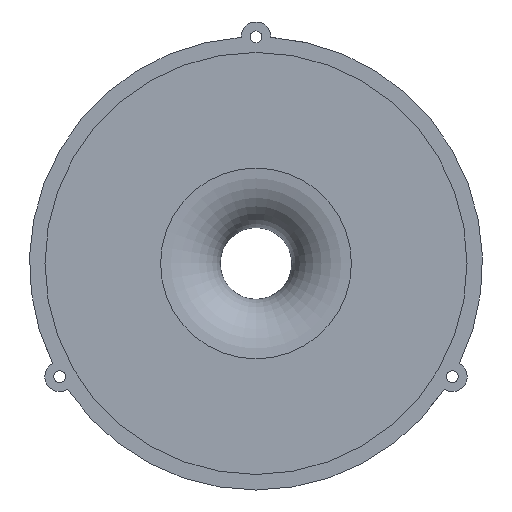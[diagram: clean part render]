
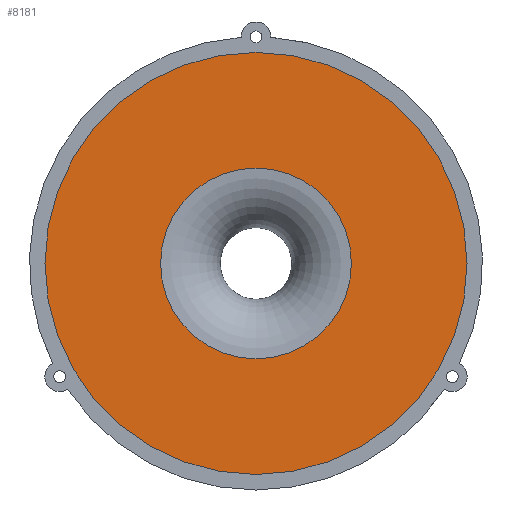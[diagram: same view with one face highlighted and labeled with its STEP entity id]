
A CAD part, front view. The second image highlights one B-rep face of the part: STEP entity #8181.
In plain terms, the highlighted planar face has unit normal (0, -1, 0).
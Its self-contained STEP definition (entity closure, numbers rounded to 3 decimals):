
#48=CIRCLE('',#8436,16.);
#53=CIRCLE('',#8443,35.4);
#122=FACE_BOUND('',#1241,.T.);
#334=PLANE('',#8442);
#757=FACE_OUTER_BOUND('',#1240,.T.);
#1240=EDGE_LOOP('',(#7424));
#1241=EDGE_LOOP('',(#7425));
#3916=VERTEX_POINT('',#15817);
#3920=VERTEX_POINT('',#15829);
#5088=EDGE_CURVE('',#3916,#3916,#48,.T.);
#5094=EDGE_CURVE('',#3920,#3920,#53,.T.);
#7424=ORIENTED_EDGE('',*,*,#5094,.T.);
#7425=ORIENTED_EDGE('',*,*,#5088,.F.);
#8181=ADVANCED_FACE('',(#757,#122),#334,.T.);
#8436=AXIS2_PLACEMENT_3D('',#15818,#9630,#9631);
#8442=AXIS2_PLACEMENT_3D('',#15828,#9643,#9644);
#8443=AXIS2_PLACEMENT_3D('',#15830,#9645,#9646);
#9630=DIRECTION('center_axis',(0.,-1.,0.));
#9631=DIRECTION('ref_axis',(-1.,0.,0.));
#9643=DIRECTION('center_axis',(0.,-1.,0.));
#9644=DIRECTION('ref_axis',(0.,0.,-1.));
#9645=DIRECTION('center_axis',(0.,-1.,0.));
#9646=DIRECTION('ref_axis',(1.,0.,0.));
#15817=CARTESIAN_POINT('',(0.,17.5,-16.));
#15818=CARTESIAN_POINT('Origin',(0.,17.5,0.));
#15828=CARTESIAN_POINT('Origin',(0.,17.5,0.));
#15829=CARTESIAN_POINT('',(-35.4,17.5,0.));
#15830=CARTESIAN_POINT('Origin',(0.,17.5,0.));
